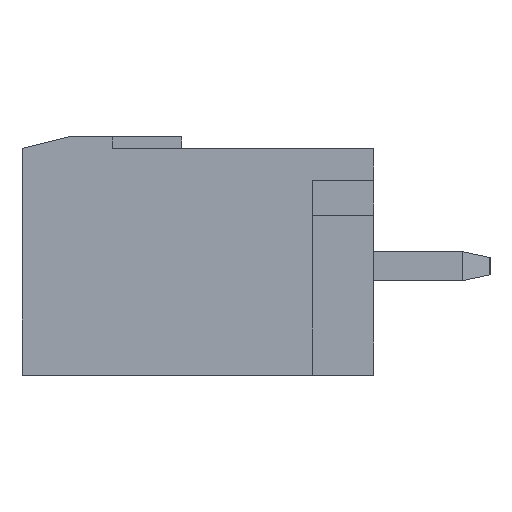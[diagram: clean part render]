
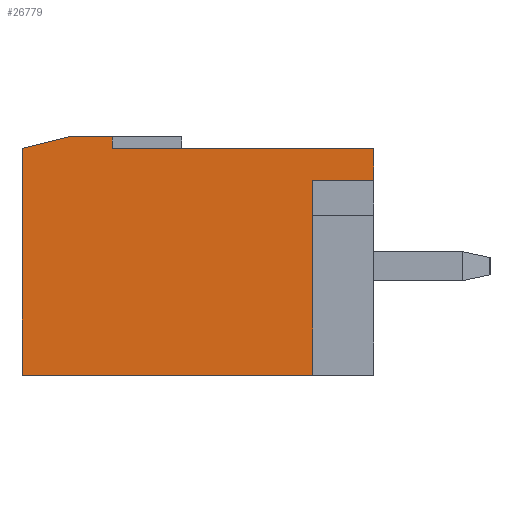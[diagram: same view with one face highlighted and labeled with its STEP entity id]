
A CAD part, left-side view. The second image highlights one B-rep face of the part: STEP entity #26779.
In plain terms, the highlighted planar face has unit normal (-1, 0, 0).
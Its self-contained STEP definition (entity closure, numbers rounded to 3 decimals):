
#328 = EDGE_LOOP ( 'NONE', ( #7415, #19647, #5311, #16814, #30537, #29322, #13782, #15368, #11332 ) ) ;
#359 = LINE ( 'NONE', #32958, #29505 ) ;
#646 = DIRECTION ( 'NONE',  ( 0., 1., 0. ) ) ;
#885 = DIRECTION ( 'NONE',  ( 0., -1., 0. ) ) ;
#2674 = DIRECTION ( 'NONE',  ( 0., 0., 1. ) ) ;
#2883 = DIRECTION ( 'NONE',  ( 0., -1., 0. ) ) ;
#3121 = EDGE_CURVE ( 'NONE', #35288, #20678, #20884, .T. ) ;
#3261 = CARTESIAN_POINT ( 'NONE',  ( 0., 9., 8.2 ) ) ;
#4808 = VERTEX_POINT ( 'NONE', #19664 ) ;
#4834 = VECTOR ( 'NONE', #885, 1000. ) ;
#5286 = DIRECTION ( 'NONE',  ( 1., 0., 0. ) ) ;
#5311 = ORIENTED_EDGE ( 'NONE', *, *, #32254, .T. ) ;
#5679 = CARTESIAN_POINT ( 'NONE',  ( 0., 0., 7.8 ) ) ;
#6333 = DIRECTION ( 'NONE',  ( 0., 0., 1. ) ) ;
#6373 = CARTESIAN_POINT ( 'NONE',  ( 0., 12.1, 0. ) ) ;
#6636 = CARTESIAN_POINT ( 'NONE',  ( 0., 2.1, 6.7 ) ) ;
#7415 = ORIENTED_EDGE ( 'NONE', *, *, #34667, .T. ) ;
#7877 = LINE ( 'NONE', #32728, #13822 ) ;
#8157 = EDGE_CURVE ( 'NONE', #22724, #35288, #33899, .T. ) ;
#8211 = VECTOR ( 'NONE', #26881, 1000. ) ;
#8555 = CARTESIAN_POINT ( 'NONE',  ( 0., 12.1, 7.8 ) ) ;
#8881 = DIRECTION ( 'NONE',  ( 0., 0., 1. ) ) ;
#10500 = PLANE ( 'NONE',  #24990 ) ;
#11208 = CARTESIAN_POINT ( 'NONE',  ( 0., 2.1, 6.7 ) ) ;
#11219 = EDGE_CURVE ( 'NONE', #24497, #4808, #23054, .T. ) ;
#11332 = ORIENTED_EDGE ( 'NONE', *, *, #28474, .F. ) ;
#11595 = EDGE_CURVE ( 'NONE', #20678, #24497, #26234, .T. ) ;
#12776 = DIRECTION ( 'NONE',  ( 0., 0.97, -0.243 ) ) ;
#12905 = CARTESIAN_POINT ( 'NONE',  ( 0., 0., 6.7 ) ) ;
#13589 = FACE_OUTER_BOUND ( 'NONE', #328, .T. ) ;
#13782 = ORIENTED_EDGE ( 'NONE', *, *, #11219, .T. ) ;
#13822 = VECTOR ( 'NONE', #12776, 1000. ) ;
#14395 = CARTESIAN_POINT ( 'NONE',  ( 0., 9., 7.8 ) ) ;
#15368 = ORIENTED_EDGE ( 'NONE', *, *, #19843, .T. ) ;
#16814 = ORIENTED_EDGE ( 'NONE', *, *, #8157, .T. ) ;
#17230 = VERTEX_POINT ( 'NONE', #19359 ) ;
#17690 = LINE ( 'NONE', #31704, #4834 ) ;
#17814 = VECTOR ( 'NONE', #8881, 1000. ) ;
#19359 = CARTESIAN_POINT ( 'NONE',  ( 0., 10.5, 8.2 ) ) ;
#19647 = ORIENTED_EDGE ( 'NONE', *, *, #24403, .F. ) ;
#19664 = CARTESIAN_POINT ( 'NONE',  ( 0., 9., 7.8 ) ) ;
#19708 = VERTEX_POINT ( 'NONE', #3261 ) ;
#19843 = EDGE_CURVE ( 'NONE', #4808, #19708, #22705, .T. ) ;
#19877 = VECTOR ( 'NONE', #6333, 1000. ) ;
#20233 = VECTOR ( 'NONE', #646, 1000. ) ;
#20678 = VERTEX_POINT ( 'NONE', #28352 ) ;
#20884 = LINE ( 'NONE', #12905, #8211 ) ;
#21107 = VECTOR ( 'NONE', #2674, 1000. ) ;
#22085 = DIRECTION ( 'NONE',  ( 0., 0., -1. ) ) ;
#22522 = CARTESIAN_POINT ( 'NONE',  ( 0., 9., 8.2 ) ) ;
#22705 = LINE ( 'NONE', #22522, #21107 ) ;
#22724 = VERTEX_POINT ( 'NONE', #35034 ) ;
#23054 = LINE ( 'NONE', #14395, #20233 ) ;
#23157 = CARTESIAN_POINT ( 'NONE',  ( 0., 12.1, 8.2 ) ) ;
#23487 = CARTESIAN_POINT ( 'NONE',  ( 0., 0., 8.2 ) ) ;
#24403 = EDGE_CURVE ( 'NONE', #35851, #33204, #34791, .T. ) ;
#24497 = VERTEX_POINT ( 'NONE', #5679 ) ;
#24990 = AXIS2_PLACEMENT_3D ( 'NONE', #35756, #5286, #22085 ) ;
#26234 = LINE ( 'NONE', #23487, #33619 ) ;
#26779 = ADVANCED_FACE ( 'NONE', ( #13589 ), #10500, .F. ) ;
#26881 = DIRECTION ( 'NONE',  ( 0., -1., 0. ) ) ;
#28352 = CARTESIAN_POINT ( 'NONE',  ( 0., 0., 6.7 ) ) ;
#28474 = EDGE_CURVE ( 'NONE', #17230, #19708, #359, .T. ) ;
#29322 = ORIENTED_EDGE ( 'NONE', *, *, #11595, .T. ) ;
#29505 = VECTOR ( 'NONE', #2883, 1000. ) ;
#30537 = ORIENTED_EDGE ( 'NONE', *, *, #3121, .T. ) ;
#31704 = CARTESIAN_POINT ( 'NONE',  ( 0., 12.1, 0. ) ) ;
#32254 = EDGE_CURVE ( 'NONE', #35851, #22724, #17690, .T. ) ;
#32728 = CARTESIAN_POINT ( 'NONE',  ( 0., 12.1, 7.8 ) ) ;
#32958 = CARTESIAN_POINT ( 'NONE',  ( 0., 12.1, 8.2 ) ) ;
#33204 = VERTEX_POINT ( 'NONE', #8555 ) ;
#33619 = VECTOR ( 'NONE', #34606, 1000. ) ;
#33899 = LINE ( 'NONE', #11208, #17814 ) ;
#34606 = DIRECTION ( 'NONE',  ( 0., 0., 1. ) ) ;
#34667 = EDGE_CURVE ( 'NONE', #17230, #33204, #7877, .T. ) ;
#34791 = LINE ( 'NONE', #23157, #19877 ) ;
#35034 = CARTESIAN_POINT ( 'NONE',  ( 0., 2.1, 0. ) ) ;
#35288 = VERTEX_POINT ( 'NONE', #6636 ) ;
#35756 = CARTESIAN_POINT ( 'NONE',  ( 0., 12.1, 8.2 ) ) ;
#35851 = VERTEX_POINT ( 'NONE', #6373 ) ;
